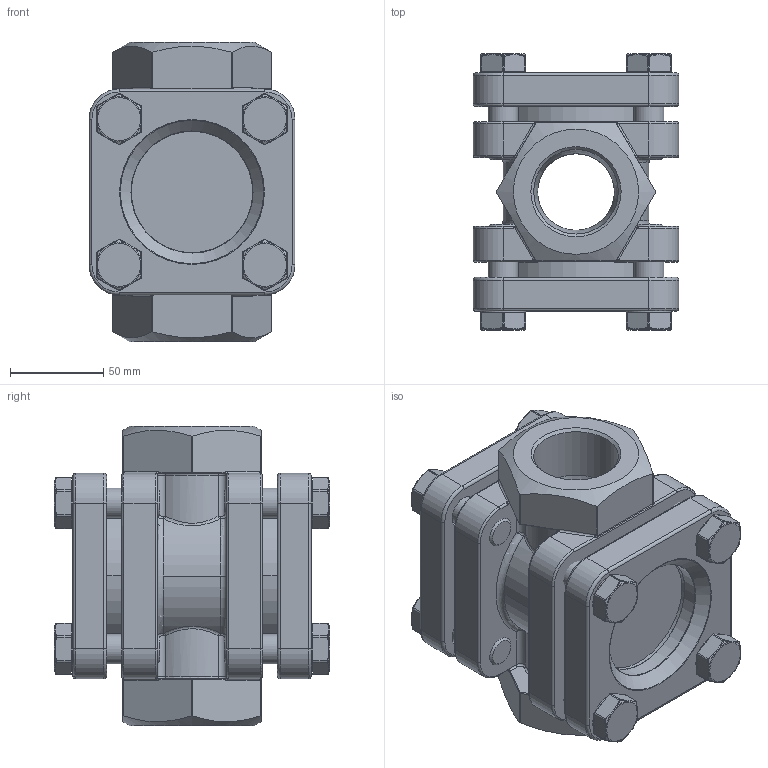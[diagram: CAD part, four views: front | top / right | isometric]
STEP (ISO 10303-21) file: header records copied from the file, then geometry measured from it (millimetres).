
FILE_DESCRIPTION(('HOOPS Exchange Step'),'2;1');
FILE_NAME('GS0X_DN40.stp','2025-05-26T16:34:38+02:00',('nieru'),('Unknown organisation'),'HOOPS Exchange 2024.2','HOOPS Exchange','Unknown authorisation');
FILE_SCHEMA( ('AP203_CONFIGURATION_CONTROLLED_3D_DESIGN_OF_MECHANICAL_PARTS_AND_ASSEMBLIES_MIM_LF') );
Length unit declared in the file: millimetre
Products named in the file (2): 0; root
Assembly tree (1 placements, depth 2):
  root
    0
Bounding box: 110 x 147.59 x 160 mm (x, y, z)
Volume: 994400.8 mm3; surface area: 233544.9 mm2
Topology: 17 solids, 17 shells, 962 faces, 2284 edges, 1356 vertices
Faces by surface type: bspline 308, cylinder 291, plane 186, torus 110, cone 63, sphere 4
Full cylindrical faces by diameter (mm): 13.8 x8, 16 x8, 18 x8, 24 x8, 41 x2, 45.25 x2, 65 x3, 83 x2
Entity records: 50937 total; most frequent: CARTESIAN_POINT 30556, ORIENTED_EDGE 4544, DIRECTION 3737, EDGE_CURVE 2272, AXIS2_PLACEMENT_3D 1586, VERTEX_POINT 1356, EDGE_LOOP 1024, FACE_BOUND 1024
